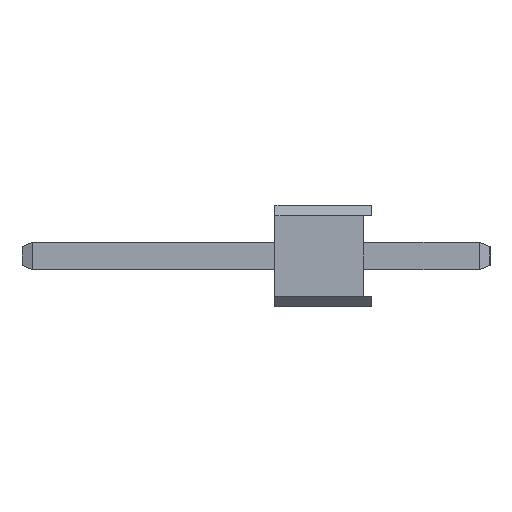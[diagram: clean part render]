
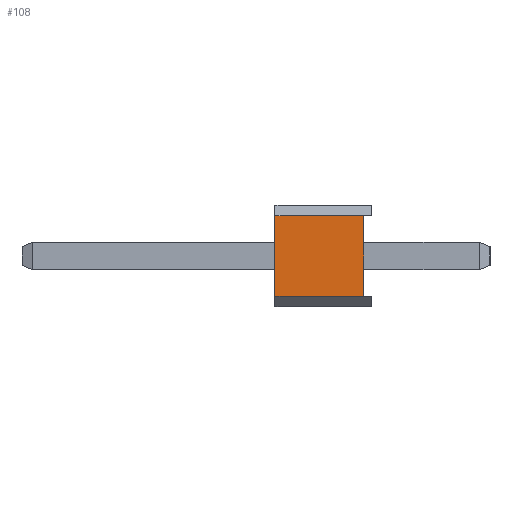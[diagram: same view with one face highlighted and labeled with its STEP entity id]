
A CAD part, left-side view. The second image highlights one B-rep face of the part: STEP entity #108.
In plain terms, the highlighted planar face has unit normal (-1, 0, 0).
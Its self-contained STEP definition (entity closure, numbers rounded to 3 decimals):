
#60 = VECTOR ( 'NONE', #759, 1000. ) ;
#108 = ADVANCED_FACE ( 'NONE', ( #1098 ), #136, .T. ) ;
#136 = PLANE ( 'NONE',  #1479 ) ;
#156 = VERTEX_POINT ( 'NONE', #873 ) ;
#174 = CARTESIAN_POINT ( 'NONE',  ( -0.945, 3.2, 1.275 ) ) ;
#175 = EDGE_LOOP ( 'NONE', ( #1398, #596, #1006, #460 ) ) ;
#181 = VERTEX_POINT ( 'NONE', #174 ) ;
#208 = CARTESIAN_POINT ( 'NONE',  ( -0.945, 5.3, 1.275 ) ) ;
#266 = DIRECTION ( 'NONE',  ( -1., 0., 0. ) ) ;
#289 = EDGE_CURVE ( 'NONE', #181, #156, #914, .T. ) ;
#326 = DIRECTION ( 'NONE',  ( 0., 1., 0. ) ) ;
#333 = CARTESIAN_POINT ( 'NONE',  ( -0.945, 3.2, -0.625 ) ) ;
#368 = VERTEX_POINT ( 'NONE', #333 ) ;
#460 = ORIENTED_EDGE ( 'NONE', *, *, #738, .T. ) ;
#516 = VECTOR ( 'NONE', #1299, 1000. ) ;
#596 = ORIENTED_EDGE ( 'NONE', *, *, #289, .T. ) ;
#617 = CARTESIAN_POINT ( 'NONE',  ( -0.945, 5.3, -0.875 ) ) ;
#638 = CARTESIAN_POINT ( 'NONE',  ( -0.945, 5.3, -0.625 ) ) ;
#738 = EDGE_CURVE ( 'NONE', #1153, #368, #1335, .T. ) ;
#755 = LINE ( 'NONE', #1405, #516 ) ;
#759 = DIRECTION ( 'NONE',  ( 0., -1., 0. ) ) ;
#861 = DIRECTION ( 'NONE',  ( 0., 0., -1. ) ) ;
#873 = CARTESIAN_POINT ( 'NONE',  ( -0.945, 5.3, 1.275 ) ) ;
#881 = VECTOR ( 'NONE', #861, 1000. ) ;
#899 = VECTOR ( 'NONE', #326, 1000. ) ;
#914 = LINE ( 'NONE', #208, #899 ) ;
#976 = DIRECTION ( 'NONE',  ( 0., 0., 1. ) ) ;
#1006 = ORIENTED_EDGE ( 'NONE', *, *, #1404, .T. ) ;
#1098 = FACE_OUTER_BOUND ( 'NONE', #175, .T. ) ;
#1153 = VERTEX_POINT ( 'NONE', #1267 ) ;
#1267 = CARTESIAN_POINT ( 'NONE',  ( -0.945, 5.3, -0.625 ) ) ;
#1270 = CARTESIAN_POINT ( 'NONE',  ( -0.945, 5.3, -0.875 ) ) ;
#1289 = EDGE_CURVE ( 'NONE', #181, #368, #755, .T. ) ;
#1299 = DIRECTION ( 'NONE',  ( 0., 0., -1. ) ) ;
#1335 = LINE ( 'NONE', #638, #60 ) ;
#1398 = ORIENTED_EDGE ( 'NONE', *, *, #1289, .F. ) ;
#1404 = EDGE_CURVE ( 'NONE', #156, #1153, #1474, .T. ) ;
#1405 = CARTESIAN_POINT ( 'NONE',  ( -0.945, 3.2, -0.875 ) ) ;
#1474 = LINE ( 'NONE', #1270, #881 ) ;
#1479 = AXIS2_PLACEMENT_3D ( 'NONE', #617, #266, #976 ) ;
